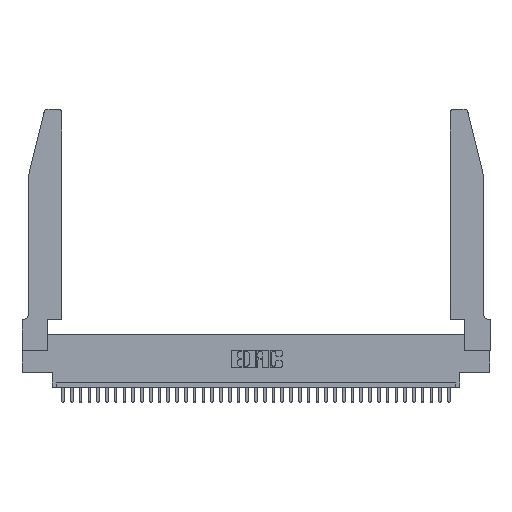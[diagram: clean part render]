
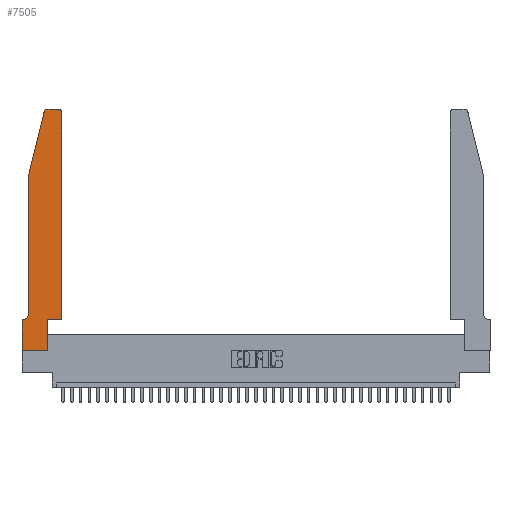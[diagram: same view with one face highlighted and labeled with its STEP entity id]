
A CAD part, top view. The second image highlights one B-rep face of the part: STEP entity #7505.
In plain terms, the highlighted planar face has unit normal (0, 0, 1).
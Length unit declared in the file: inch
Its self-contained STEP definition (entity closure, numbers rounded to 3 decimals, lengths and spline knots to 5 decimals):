
#193 = LINE ( 'NONE', #9272, #36485 ) ;
#363 = EDGE_CURVE ( 'NONE', #34750, #14076, #9007, .T. ) ;
#726 = VERTEX_POINT ( 'NONE', #12300 ) ;
#1053 = CARTESIAN_POINT ( 'NONE',  ( 0., 0.35, 0.37 ) ) ;
#1843 = CARTESIAN_POINT ( 'NONE',  ( 0., 0.35, 0.37 ) ) ;
#2120 = AXIS2_PLACEMENT_3D ( 'NONE', #15653, #12794, #6782 ) ;
#2155 = LINE ( 'NONE', #25942, #9056 ) ;
#2774 = CIRCLE ( 'NONE', #2120, 0.03 ) ;
#2784 = AXIS2_PLACEMENT_3D ( 'NONE', #1843, #5327, #33102 ) ;
#2936 = CARTESIAN_POINT ( 'NONE',  ( 0.4505, 0.35, 0.37 ) ) ;
#3121 = DIRECTION ( 'NONE',  ( -1., 0., 0. ) ) ;
#3198 = ORIENTED_EDGE ( 'NONE', *, *, #34271, .T. ) ;
#3299 = VERTEX_POINT ( 'NONE', #8989 ) ;
#3369 = DIRECTION ( 'NONE',  ( 0., 0., -1. ) ) ;
#3465 = ORIENTED_EDGE ( 'NONE', *, *, #8458, .T. ) ;
#4767 = EDGE_CURVE ( 'NONE', #726, #27225, #37455, .T. ) ;
#5041 = VERTEX_POINT ( 'NONE', #21922 ) ;
#5327 = DIRECTION ( 'NONE',  ( 0., 0., 1. ) ) ;
#5391 = EDGE_CURVE ( 'NONE', #5871, #15276, #19757, .T. ) ;
#5871 = VERTEX_POINT ( 'NONE', #9101 ) ;
#6193 = DIRECTION ( 'NONE',  ( 0., -1., 0. ) ) ;
#6782 = DIRECTION ( 'NONE',  ( 1., 0., 0. ) ) ;
#7380 = CARTESIAN_POINT ( 'NONE',  ( 0.2865, 0.35, 0.37 ) ) ;
#7505 = ADVANCED_FACE ( 'NONE', ( #21709 ), #19789, .T. ) ;
#7717 = CARTESIAN_POINT ( 'NONE',  ( 0.4505, 0.35, 0.37 ) ) ;
#7902 = ORIENTED_EDGE ( 'NONE', *, *, #4767, .T. ) ;
#8093 = VECTOR ( 'NONE', #14232, 39.37008 ) ;
#8192 = ORIENTED_EDGE ( 'NONE', *, *, #17092, .T. ) ;
#8458 = EDGE_CURVE ( 'NONE', #33035, #13826, #23922, .T. ) ;
#8814 = CARTESIAN_POINT ( 'NONE',  ( 0.0755, 2., 0.37 ) ) ;
#8924 = VECTOR ( 'NONE', #35547, 39.37008 ) ;
#8989 = CARTESIAN_POINT ( 'NONE',  ( 0.284, 2.75, 0.37 ) ) ;
#9007 = LINE ( 'NONE', #38360, #16488 ) ;
#9056 = VECTOR ( 'NONE', #35046, 39.37008 ) ;
#9101 = CARTESIAN_POINT ( 'NONE',  ( 0.4505, 0.35, 0.37 ) ) ;
#9272 = CARTESIAN_POINT ( 'NONE',  ( 0.2605, 2.75, 0.37 ) ) ;
#9342 = LINE ( 'NONE', #2936, #8924 ) ;
#10232 = VECTOR ( 'NONE', #31857, 39.37008 ) ;
#11070 = CARTESIAN_POINT ( 'NONE',  ( 0.284, 2.72, 0.37 ) ) ;
#11249 = ORIENTED_EDGE ( 'NONE', *, *, #32158, .T. ) ;
#11685 = EDGE_CURVE ( 'NONE', #15276, #20744, #2774, .T. ) ;
#11894 = CIRCLE ( 'NONE', #12658, 0.03 ) ;
#12300 = CARTESIAN_POINT ( 'NONE',  ( 0.25487, 2.72718, 0.37 ) ) ;
#12392 = DIRECTION ( 'NONE',  ( -1., 0., 0. ) ) ;
#12658 = AXIS2_PLACEMENT_3D ( 'NONE', #11070, #17078, #31888 ) ;
#12794 = DIRECTION ( 'NONE',  ( 0., 0., 1. ) ) ;
#12909 = CARTESIAN_POINT ( 'NONE',  ( 0.0055, 0.35, 0.37 ) ) ;
#12989 = ORIENTED_EDGE ( 'NONE', *, *, #5391, .T. ) ;
#13826 = VERTEX_POINT ( 'NONE', #1053 ) ;
#14076 = VERTEX_POINT ( 'NONE', #7380 ) ;
#14207 = ORIENTED_EDGE ( 'NONE', *, *, #25727, .T. ) ;
#14232 = DIRECTION ( 'NONE',  ( 0., 1., 0. ) ) ;
#14722 = CARTESIAN_POINT ( 'NONE',  ( 0.0755, 0.35, 0.37 ) ) ;
#15225 = ORIENTED_EDGE ( 'NONE', *, *, #363, .T. ) ;
#15276 = VERTEX_POINT ( 'NONE', #21233 ) ;
#15653 = CARTESIAN_POINT ( 'NONE',  ( 0.4205, 2.72, 0.37 ) ) ;
#16047 = VECTOR ( 'NONE', #3121, 39.37008 ) ;
#16299 = LINE ( 'NONE', #27188, #10232 ) ;
#16488 = VECTOR ( 'NONE', #26707, 39.37008 ) ;
#17078 = DIRECTION ( 'NONE',  ( 0., 0., 1. ) ) ;
#17092 = EDGE_CURVE ( 'NONE', #5041, #33035, #24561, .T. ) ;
#18195 = CARTESIAN_POINT ( 'NONE',  ( 0.0055, 0.42, 0.37 ) ) ;
#19144 = EDGE_CURVE ( 'NONE', #20744, #3299, #193, .T. ) ;
#19757 = LINE ( 'NONE', #7717, #8093 ) ;
#19789 = PLANE ( 'NONE',  #2784 ) ;
#20078 = CARTESIAN_POINT ( 'NONE',  ( 0.2865, 0., 0.37 ) ) ;
#20099 = CARTESIAN_POINT ( 'NONE',  ( 0., 0., 0.37 ) ) ;
#20744 = VERTEX_POINT ( 'NONE', #37308 ) ;
#21233 = CARTESIAN_POINT ( 'NONE',  ( 0.4505, 2.72, 0.37 ) ) ;
#21304 = DIRECTION ( 'NONE',  ( -1., 0., 0. ) ) ;
#21420 = CARTESIAN_POINT ( 'NONE',  ( 0.0755, 2., 0.37 ) ) ;
#21560 = CARTESIAN_POINT ( 'NONE',  ( 0., 0., 0.37 ) ) ;
#21709 = FACE_OUTER_BOUND ( 'NONE', #27417, .T. ) ;
#21922 = CARTESIAN_POINT ( 'NONE',  ( 0.0755, 0.42, 0.37 ) ) ;
#22110 = VECTOR ( 'NONE', #23278, 39.37008 ) ;
#23278 = DIRECTION ( 'NONE',  ( -0.239, -0.971, 0. ) ) ;
#23922 = LINE ( 'NONE', #14722, #16047 ) ;
#23943 = EDGE_CURVE ( 'NONE', #27225, #5041, #16299, .T. ) ;
#24452 = VECTOR ( 'NONE', #6193, 39.37008 ) ;
#24561 = CIRCLE ( 'NONE', #34812, 0.07 ) ;
#25565 = ORIENTED_EDGE ( 'NONE', *, *, #23943, .T. ) ;
#25727 = EDGE_CURVE ( 'NONE', #36147, #34750, #2155, .T. ) ;
#25942 = CARTESIAN_POINT ( 'NONE',  ( 0., 0., 0.37 ) ) ;
#26707 = DIRECTION ( 'NONE',  ( 0., 1., 0. ) ) ;
#27188 = CARTESIAN_POINT ( 'NONE',  ( 0.0755, 2., 0.37 ) ) ;
#27225 = VERTEX_POINT ( 'NONE', #21420 ) ;
#27417 = EDGE_LOOP ( 'NONE', ( #32426, #11249, #7902, #25565, #8192, #3465, #32944, #14207, #15225, #3198, #12989, #37846 ) ) ;
#29606 = LINE ( 'NONE', #21560, #24452 ) ;
#31857 = DIRECTION ( 'NONE',  ( 0., -1., 0. ) ) ;
#31888 = DIRECTION ( 'NONE',  ( 1., 0., 0. ) ) ;
#32158 = EDGE_CURVE ( 'NONE', #3299, #726, #11894, .T. ) ;
#32426 = ORIENTED_EDGE ( 'NONE', *, *, #19144, .T. ) ;
#32944 = ORIENTED_EDGE ( 'NONE', *, *, #37356, .T. ) ;
#33035 = VERTEX_POINT ( 'NONE', #12909 ) ;
#33102 = DIRECTION ( 'NONE',  ( 1., 0., 0. ) ) ;
#34271 = EDGE_CURVE ( 'NONE', #14076, #5871, #9342, .T. ) ;
#34750 = VERTEX_POINT ( 'NONE', #20078 ) ;
#34812 = AXIS2_PLACEMENT_3D ( 'NONE', #18195, #3369, #21304 ) ;
#35046 = DIRECTION ( 'NONE',  ( 1., 0., 0. ) ) ;
#35547 = DIRECTION ( 'NONE',  ( 1., 0., 0. ) ) ;
#36147 = VERTEX_POINT ( 'NONE', #20099 ) ;
#36485 = VECTOR ( 'NONE', #12392, 39.37008 ) ;
#37308 = CARTESIAN_POINT ( 'NONE',  ( 0.4205, 2.75, 0.37 ) ) ;
#37356 = EDGE_CURVE ( 'NONE', #13826, #36147, #29606, .T. ) ;
#37455 = LINE ( 'NONE', #8814, #22110 ) ;
#37846 = ORIENTED_EDGE ( 'NONE', *, *, #11685, .T. ) ;
#38360 = CARTESIAN_POINT ( 'NONE',  ( 0.2865, 0.35, 0.37 ) ) ;
